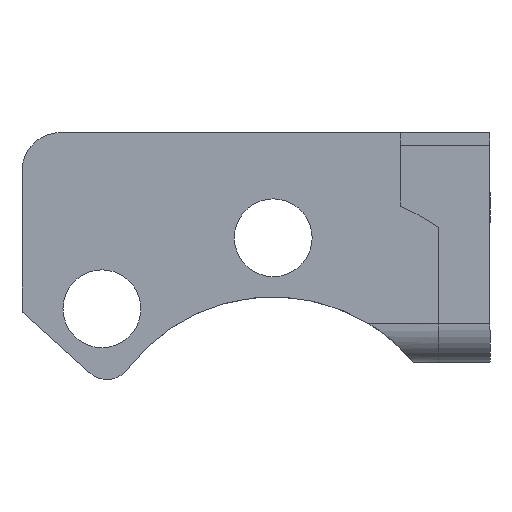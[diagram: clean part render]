
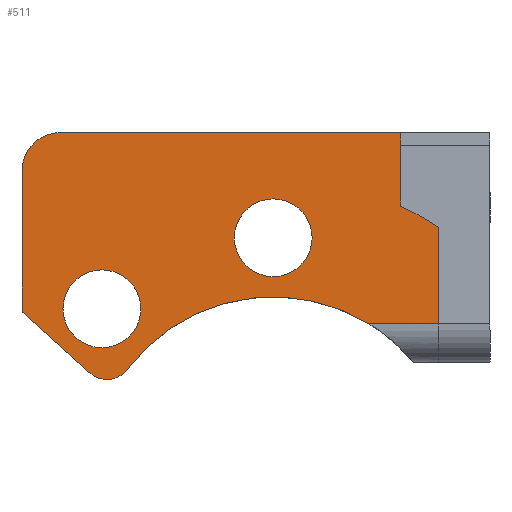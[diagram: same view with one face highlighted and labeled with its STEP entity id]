
A CAD part, front view. The second image highlights one B-rep face of the part: STEP entity #511.
In plain terms, the highlighted planar face has unit normal (0, -1, 0).
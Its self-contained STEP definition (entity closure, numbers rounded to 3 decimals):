
#25=FACE_BOUND('',#89,.T.);
#26=FACE_BOUND('',#90,.T.);
#37=PLANE('',#571);
#56=FACE_OUTER_BOUND('',#88,.T.);
#88=EDGE_LOOP('',(#421,#422,#423,#424,#425,#426,#427,#428,#429,#430,#431));
#89=EDGE_LOOP('',(#432));
#90=EDGE_LOOP('',(#433));
#115=LINE('',#785,#162);
#131=LINE('',#834,#178);
#133=LINE('',#839,#180);
#135=LINE('',#846,#182);
#138=LINE('',#865,#185);
#139=LINE('',#868,#186);
#140=LINE('',#869,#187);
#162=VECTOR('',#629,10.);
#178=VECTOR('',#675,10.);
#180=VECTOR('',#679,10.);
#182=VECTOR('',#685,10.);
#185=VECTOR('',#698,10.);
#186=VECTOR('',#701,10.);
#187=VECTOR('',#702,10.);
#203=CIRCLE('',#548,3.);
#213=CIRCLE('',#570,14.366);
#214=CIRCLE('',#572,2.);
#215=CIRCLE('',#573,23.7);
#216=CIRCLE('',#574,3.05);
#217=CIRCLE('',#575,3.05);
#233=VERTEX_POINT('',#775);
#234=VERTEX_POINT('',#777);
#236=VERTEX_POINT('',#783);
#254=VERTEX_POINT('',#832);
#255=VERTEX_POINT('',#836);
#256=VERTEX_POINT('',#838);
#258=VERTEX_POINT('',#843);
#259=VERTEX_POINT('',#845);
#261=VERTEX_POINT('',#859);
#262=VERTEX_POINT('',#864);
#263=VERTEX_POINT('',#866);
#264=VERTEX_POINT('',#870);
#265=VERTEX_POINT('',#872);
#284=EDGE_CURVE('',#233,#234,#203,.T.);
#288=EDGE_CURVE('',#236,#233,#115,.T.);
#313=EDGE_CURVE('',#236,#254,#131,.T.);
#315=EDGE_CURVE('',#255,#256,#133,.T.);
#318=EDGE_CURVE('',#258,#259,#135,.T.);
#322=EDGE_CURVE('',#261,#259,#213,.T.);
#324=EDGE_CURVE('',#261,#254,#214,.T.);
#325=EDGE_CURVE('',#262,#258,#138,.T.);
#326=EDGE_CURVE('',#262,#263,#215,.T.);
#327=EDGE_CURVE('',#263,#256,#139,.T.);
#328=EDGE_CURVE('',#234,#255,#140,.T.);
#329=EDGE_CURVE('',#264,#264,#216,.T.);
#330=EDGE_CURVE('',#265,#265,#217,.T.);
#421=ORIENTED_EDGE('',*,*,#284,.F.);
#422=ORIENTED_EDGE('',*,*,#288,.F.);
#423=ORIENTED_EDGE('',*,*,#313,.T.);
#424=ORIENTED_EDGE('',*,*,#324,.F.);
#425=ORIENTED_EDGE('',*,*,#322,.T.);
#426=ORIENTED_EDGE('',*,*,#318,.F.);
#427=ORIENTED_EDGE('',*,*,#325,.F.);
#428=ORIENTED_EDGE('',*,*,#326,.T.);
#429=ORIENTED_EDGE('',*,*,#327,.T.);
#430=ORIENTED_EDGE('',*,*,#315,.F.);
#431=ORIENTED_EDGE('',*,*,#328,.F.);
#432=ORIENTED_EDGE('',*,*,#329,.F.);
#433=ORIENTED_EDGE('',*,*,#330,.F.);
#511=ADVANCED_FACE('',(#56,#25,#26),#37,.F.);
#548=AXIS2_PLACEMENT_3D('',#778,#622,#623);
#570=AXIS2_PLACEMENT_3D('',#860,#691,#692);
#571=AXIS2_PLACEMENT_3D('',#862,#694,#695);
#572=AXIS2_PLACEMENT_3D('',#863,#696,#697);
#573=AXIS2_PLACEMENT_3D('',#867,#699,#700);
#574=AXIS2_PLACEMENT_3D('',#871,#703,#704);
#575=AXIS2_PLACEMENT_3D('',#873,#705,#706);
#622=DIRECTION('center_axis',(0.,1.,0.));
#623=DIRECTION('ref_axis',(-0.707,0.,0.707));
#629=DIRECTION('',(0.,0.,1.));
#675=DIRECTION('',(0.744,0.,-0.668));
#679=DIRECTION('',(0.,0.,-1.));
#685=DIRECTION('',(-1.,0.,0.));
#691=DIRECTION('center_axis',(0.,1.,0.));
#692=DIRECTION('ref_axis',(-1.,0.,0.));
#694=DIRECTION('center_axis',(0.,1.,0.));
#695=DIRECTION('ref_axis',(-1.,0.,0.));
#696=DIRECTION('center_axis',(0.,1.,0.));
#697=DIRECTION('ref_axis',(0.095,0.,-0.995));
#698=DIRECTION('',(0.,0.,-1.));
#699=DIRECTION('center_axis',(0.,-1.,0.));
#700=DIRECTION('ref_axis',(-0.831,0.,0.556));
#701=DIRECTION('',(0.,0.,1.));
#702=DIRECTION('',(1.,0.,0.));
#703=DIRECTION('center_axis',(0.,-1.,0.));
#704=DIRECTION('ref_axis',(-1.,0.,0.));
#705=DIRECTION('center_axis',(0.,-1.,0.));
#706=DIRECTION('ref_axis',(-1.,0.,0.));
#775=CARTESIAN_POINT('',(-356.88,251.67,54.761));
#777=CARTESIAN_POINT('',(-353.88,251.67,57.761));
#778=CARTESIAN_POINT('Origin',(-353.88,251.67,54.761));
#783=CARTESIAN_POINT('',(-356.88,251.67,43.687));
#785=CARTESIAN_POINT('',(-356.88,251.67,43.687));
#832=CARTESIAN_POINT('',(-351.559,251.67,38.908));
#834=CARTESIAN_POINT('',(-356.88,251.67,43.687));
#836=CARTESIAN_POINT('',(-327.18,251.67,57.761));
#838=CARTESIAN_POINT('',(-327.18,251.67,56.761));
#839=CARTESIAN_POINT('',(-327.18,251.67,57.761));
#843=CARTESIAN_POINT('',(-324.18,251.67,42.761));
#845=CARTESIAN_POINT('',(-329.675,251.67,42.761));
#846=CARTESIAN_POINT('',(-331.355,251.67,42.761));
#859=CARTESIAN_POINT('',(-348.629,251.67,39.188));
#860=CARTESIAN_POINT('Origin',(-337.18,251.67,30.511));
#862=CARTESIAN_POINT('Origin',(-340.53,251.67,46.12));
#863=CARTESIAN_POINT('Origin',(-350.223,251.67,40.396));
#864=CARTESIAN_POINT('',(-324.18,251.67,50.327));
#865=CARTESIAN_POINT('',(-324.18,251.67,50.327));
#866=CARTESIAN_POINT('',(-327.18,251.67,51.998));
#867=CARTESIAN_POINT('Origin',(-337.18,251.67,30.511));
#868=CARTESIAN_POINT('',(-327.18,251.67,12.611));
#869=CARTESIAN_POINT('',(-356.88,251.67,57.761));
#870=CARTESIAN_POINT('',(-347.565,251.67,43.946));
#871=CARTESIAN_POINT('Origin',(-350.615,251.67,43.946));
#872=CARTESIAN_POINT('',(-334.13,251.67,49.511));
#873=CARTESIAN_POINT('Origin',(-337.18,251.67,49.511));
